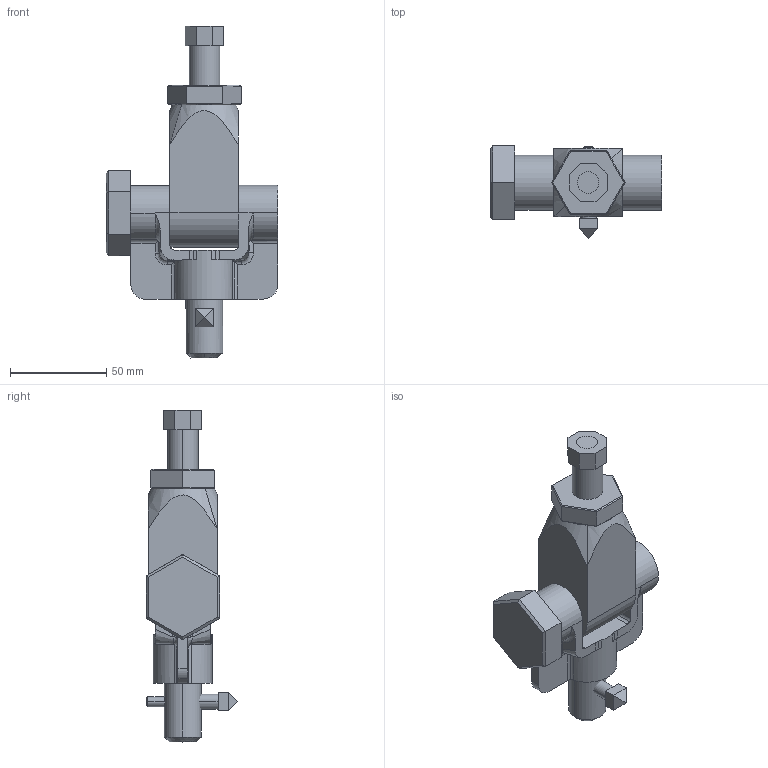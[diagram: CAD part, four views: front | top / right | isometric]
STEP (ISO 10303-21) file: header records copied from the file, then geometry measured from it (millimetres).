
FILE_DESCRIPTION(('STEP AP214'),'1');
FILE_NAME('assembly.stp','2010-11-30T19:04:58',(' '),(' '),'Spatial InterOp 3D',' ',' ');
FILE_SCHEMA(('automotive_design'));
Length unit declared in the file: millimetre
Products named in the file (9): assembly; base_screw; bracket; ram; bolt; ram_nut; ram_screw; ram_screw-0; ram_screw-1
Assembly tree (8 placements, depth 2):
  assembly
    base_screw
    bracket
    ram
    bolt
    ram_nut
    ram_screw
    ram_screw-0
    ram_screw-1
Bounding box: 88.99 x 47.69 x 172.09 mm (x, y, z)
Volume: 181182.7 mm3; surface area: 47901 mm2
Topology: 8 solids, 8 shells, 192 faces, 474 edges, 303 vertices
Faces by surface type: plane 89, cylinder 81, cone 10, bspline 8, torus 4
Entity records: 9242 total; most frequent: CARTESIAN_POINT 2894, DIRECTION 954, ORIENTED_EDGE 948, EDGE_CURVE 474, AXIS2_PLACEMENT_3D 344, VERTEX_POINT 303, LINE 266, VECTOR 266
